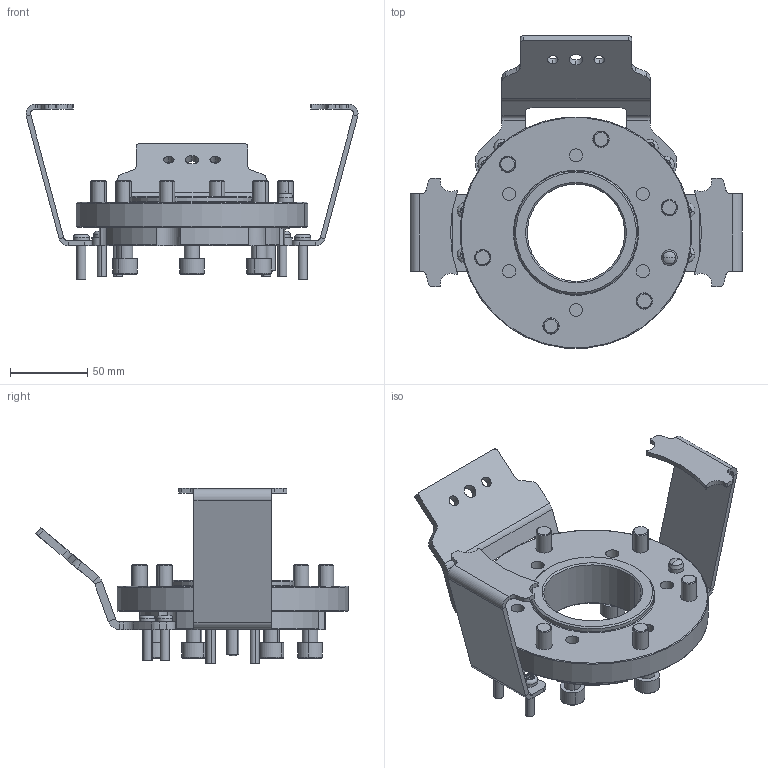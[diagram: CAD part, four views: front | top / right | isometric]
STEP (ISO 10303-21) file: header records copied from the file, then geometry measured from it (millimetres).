
FILE_DESCRIPTION (( 'STEP AP203' ), '1' );
FILE_NAME ('P5212-1.STEP', '2021-03-01T10:55:09', ( '' ), ( '' ), 'SwSTEP 2.0', 'SolidWorks 2019', '' );
FILE_SCHEMA (( 'CONFIG_CONTROL_DESIGN' ));
Length unit declared in the file: millimetre
Products named in the file (1): P5212-1
Bounding box: 214.74 x 202 x 113.3 mm (x, y, z)
Volume: 429989.4 mm3; surface area: 130578.5 mm2
Topology: 26 solids, 26 shells, 707 faces, 1684 edges, 1069 vertices
Faces by surface type: cylinder 353, plane 230, torus 78, cone 38, sphere 8
Entity records: 20889 total; most frequent: DIRECTION 3980, CARTESIAN_POINT 3607, ORIENTED_EDGE 3364, EDGE_CURVE 1682, AXIS2_PLACEMENT_3D 1618, VERTEX_POINT 1069, CIRCLE 910, EDGE_LOOP 799
